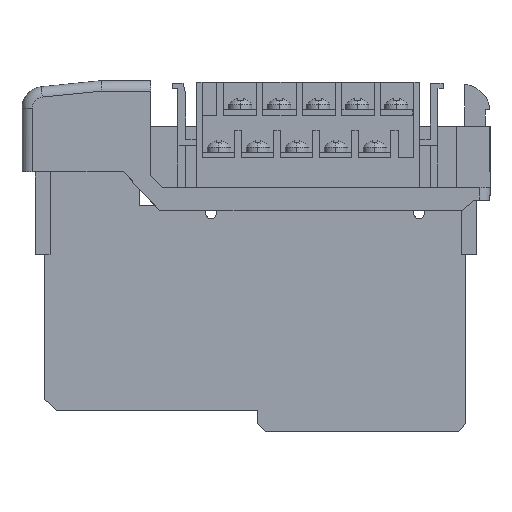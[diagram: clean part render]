
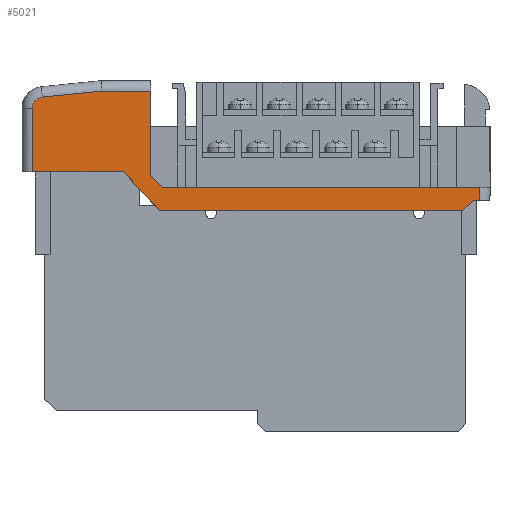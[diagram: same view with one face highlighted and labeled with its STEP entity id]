
A CAD part, left-side view. The second image highlights one B-rep face of the part: STEP entity #5021.
In plain terms, the highlighted planar face has unit normal (-1, 0, 0).
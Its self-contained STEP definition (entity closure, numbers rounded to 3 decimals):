
#4540 = EDGE_CURVE ( 'NONE', #4541, #4543, #27945, .T. ) ;
#4541 = VERTEX_POINT ( 'NONE', #27941 ) ;
#4543 = VERTEX_POINT ( 'NONE', #27940 ) ;
#4779 = VERTEX_POINT ( 'NONE', #28250 ) ;
#4852 = EDGE_CURVE ( 'NONE', #4853, #4871, #28402, .T. ) ;
#4853 = VERTEX_POINT ( 'NONE', #28398 ) ;
#4854 = VERTEX_POINT ( 'NONE', #28397 ) ;
#4870 = EDGE_CURVE ( 'NONE', #4871, #4854, #28430, .T. ) ;
#4871 = VERTEX_POINT ( 'NONE', #28426 ) ;
#4879 = EDGE_CURVE ( 'NONE', #4881, #4779, #28421, .T. ) ;
#4881 = VERTEX_POINT ( 'NONE', #28417 ) ;
#4899 = EDGE_CURVE ( 'NONE', #4854, #4881, #28445, .T. ) ;
#4944 = EDGE_CURVE ( 'NONE', #4945, #4853, #28525, .T. ) ;
#4945 = VERTEX_POINT ( 'NONE', #28521 ) ;
#4977 = ORIENTED_EDGE ( 'NONE', *, *, #4870, .T. ) ;
#4978 = ORIENTED_EDGE ( 'NONE', *, *, #4899, .T. ) ;
#4980 = ORIENTED_EDGE ( 'NONE', *, *, #4879, .T. ) ;
#4996 = ORIENTED_EDGE ( 'NONE', *, *, #4998, .F. ) ;
#4998 = EDGE_CURVE ( 'NONE', #4541, #5032, #28617, .T. ) ;
#5000 = ORIENTED_EDGE ( 'NONE', *, *, #4540, .T. ) ;
#5002 = ORIENTED_EDGE ( 'NONE', *, *, #5004, .T. ) ;
#5004 = EDGE_CURVE ( 'NONE', #4543, #5005, #28612, .T. ) ;
#5005 = VERTEX_POINT ( 'NONE', #28608 ) ;
#5007 = ORIENTED_EDGE ( 'NONE', *, *, #5009, .T. ) ;
#5009 = EDGE_CURVE ( 'NONE', #5005, #5010, #28660, .T. ) ;
#5010 = VERTEX_POINT ( 'NONE', #28655 ) ;
#5012 = ORIENTED_EDGE ( 'NONE', *, *, #5014, .T. ) ;
#5014 = EDGE_CURVE ( 'NONE', #5010, #4945, #28654, .T. ) ;
#5015 = ORIENTED_EDGE ( 'NONE', *, *, #4944, .T. ) ;
#5016 = ORIENTED_EDGE ( 'NONE', *, *, #4852, .T. ) ;
#5021 = ADVANCED_FACE ( 'NONE', ( #28644 ), #28693, .F. ) ;
#5022 = EDGE_LOOP ( 'NONE', ( #5023, #5026, #5029, #4996, #5000, #5002, #5007, #5012, #5015, #5016, #4977, #4978, #4980 ) ) ;
#5023 = ORIENTED_EDGE ( 'NONE', *, *, #5024, .T. ) ;
#5024 = EDGE_CURVE ( 'NONE', #4779, #5025, #28688, .T. ) ;
#5025 = VERTEX_POINT ( 'NONE', #28684 ) ;
#5026 = ORIENTED_EDGE ( 'NONE', *, *, #5027, .F. ) ;
#5027 = EDGE_CURVE ( 'NONE', #5028, #5025, #28683, .T. ) ;
#5028 = VERTEX_POINT ( 'NONE', #28679 ) ;
#5029 = ORIENTED_EDGE ( 'NONE', *, *, #5031, .F. ) ;
#5031 = EDGE_CURVE ( 'NONE', #5032, #5028, #28678, .T. ) ;
#5032 = VERTEX_POINT ( 'NONE', #28674 ) ;
#27940 = CARTESIAN_POINT ( 'NONE',  ( 0.5, 34.17, 3.114 ) ) ;
#27941 = CARTESIAN_POINT ( 'NONE',  ( 0.5, 24.723, 3.114 ) ) ;
#27942 = DIRECTION ( 'NONE',  ( 0., 1., 0. ) ) ;
#27943 = VECTOR ( 'NONE', #27942, 1000. ) ;
#27944 = CARTESIAN_POINT ( 'NONE',  ( 0.5, 34.27, 3.114 ) ) ;
#27945 = LINE ( 'NONE', #27944, #27943 ) ;
#28250 = CARTESIAN_POINT ( 'NONE',  ( 0.5, -38.527, -17.879 ) ) ;
#28397 = CARTESIAN_POINT ( 'NONE',  ( 0.5, -35.258, -19.886 ) ) ;
#28398 = CARTESIAN_POINT ( 'NONE',  ( 0.5, 29.973, -12.386 ) ) ;
#28399 = DIRECTION ( 'NONE',  ( 0., -0.682, -0.731 ) ) ;
#28400 = VECTOR ( 'NONE', #28399, 1000. ) ;
#28401 = CARTESIAN_POINT ( 'NONE',  ( 0.5, 22.973, -19.886 ) ) ;
#28402 = LINE ( 'NONE', #28401, #28400 ) ;
#28417 = CARTESIAN_POINT ( 'NONE',  ( 0.5, -37.408, -17.879 ) ) ;
#28418 = DIRECTION ( 'NONE',  ( 0., -1., 0. ) ) ;
#28419 = VECTOR ( 'NONE', #28418, 1000. ) ;
#28420 = CARTESIAN_POINT ( 'NONE',  ( 0.5, -37.408, -17.879 ) ) ;
#28421 = LINE ( 'NONE', #28420, #28419 ) ;
#28426 = CARTESIAN_POINT ( 'NONE',  ( 0.5, 22.973, -19.886 ) ) ;
#28427 = DIRECTION ( 'NONE',  ( 0., -1., 0. ) ) ;
#28428 = VECTOR ( 'NONE', #28427, 1000. ) ;
#28429 = CARTESIAN_POINT ( 'NONE',  ( 0.5, 22.973, -19.886 ) ) ;
#28430 = LINE ( 'NONE', #28429, #28428 ) ;
#28442 = DIRECTION ( 'NONE',  ( 0., -0.731, 0.682 ) ) ;
#28443 = VECTOR ( 'NONE', #28442, 1000. ) ;
#28444 = CARTESIAN_POINT ( 'NONE',  ( 0.5, -35.258, -19.886 ) ) ;
#28445 = LINE ( 'NONE', #28444, #28443 ) ;
#28521 = CARTESIAN_POINT ( 'NONE',  ( 0.5, 47.473, -12.386 ) ) ;
#28522 = DIRECTION ( 'NONE',  ( 0., -1., 0. ) ) ;
#28523 = VECTOR ( 'NONE', #28522, 1000. ) ;
#28524 = CARTESIAN_POINT ( 'NONE',  ( 0.5, 29.973, -12.386 ) ) ;
#28525 = LINE ( 'NONE', #28524, #28523 ) ;
#28608 = CARTESIAN_POINT ( 'NONE',  ( 0.5, 45.569, 1.973 ) ) ;
#28609 = DIRECTION ( 'NONE',  ( 0., 0.995, -0.1 ) ) ;
#28610 = VECTOR ( 'NONE', #28609, 1000. ) ;
#28611 = CARTESIAN_POINT ( 'NONE',  ( 0.5, 45.569, 1.973 ) ) ;
#28612 = LINE ( 'NONE', #28611, #28610 ) ;
#28613 = DIRECTION ( 'NONE',  ( 0., 0., -1. ) ) ;
#28614 = VECTOR ( 'NONE', #28613, 1000. ) ;
#28615 = CARTESIAN_POINT ( 'NONE',  ( 0.5, 24.723, 4.364 ) ) ;
#28617 = LINE ( 'NONE', #28615, #28614 ) ;
#28644 = FACE_OUTER_BOUND ( 'NONE', #5022, .T. ) ;
#28651 = DIRECTION ( 'NONE',  ( 0., 0., -1. ) ) ;
#28652 = VECTOR ( 'NONE', #28651, 1000. ) ;
#28653 = CARTESIAN_POINT ( 'NONE',  ( 0.5, 47.473, -12.386 ) ) ;
#28654 = LINE ( 'NONE', #28653, #28652 ) ;
#28655 = CARTESIAN_POINT ( 'NONE',  ( 0.5, 47.473, -0.213 ) ) ;
#28656 = DIRECTION ( 'NONE',  ( 0., 0., -1. ) ) ;
#28657 = DIRECTION ( 'NONE',  ( -1., 0., 0. ) ) ;
#28658 = CARTESIAN_POINT ( 'NONE',  ( 0.5, 45.358, -0.133 ) ) ;
#28659 = AXIS2_PLACEMENT_3D ( 'NONE', #28658, #28657, #28656 ) ;
#28660 = CIRCLE ( 'NONE', #28659, 2.116 ) ;
#28674 = CARTESIAN_POINT ( 'NONE',  ( 0.5, 24.723, -13.054 ) ) ;
#28675 = DIRECTION ( 'NONE',  ( 0., -0.685, -0.729 ) ) ;
#28676 = VECTOR ( 'NONE', #28675, 1000. ) ;
#28677 = CARTESIAN_POINT ( 'NONE',  ( 0.5, 22.532, -15.386 ) ) ;
#28678 = LINE ( 'NONE', #28677, #28676 ) ;
#28679 = CARTESIAN_POINT ( 'NONE',  ( 0.5, 22.532, -15.386 ) ) ;
#28680 = DIRECTION ( 'NONE',  ( 0., -1., 0. ) ) ;
#28681 = VECTOR ( 'NONE', #28680, 1000. ) ;
#28682 = CARTESIAN_POINT ( 'NONE',  ( 0.5, 22.532, -15.386 ) ) ;
#28683 = LINE ( 'NONE', #28682, #28681 ) ;
#28684 = CARTESIAN_POINT ( 'NONE',  ( 0.5, -38.527, -15.386 ) ) ;
#28685 = DIRECTION ( 'NONE',  ( 0., 0., 1. ) ) ;
#28686 = VECTOR ( 'NONE', #28685, 1000. ) ;
#28687 = CARTESIAN_POINT ( 'NONE',  ( 0.5, -38.527, -0.463 ) ) ;
#28688 = LINE ( 'NONE', #28687, #28686 ) ;
#28689 = DIRECTION ( 'NONE',  ( 0., 0., -1. ) ) ;
#28690 = DIRECTION ( 'NONE',  ( 1., 0., 0. ) ) ;
#28691 = CARTESIAN_POINT ( 'NONE',  ( 0.5, -35.258, -0.876 ) ) ;
#28692 = AXIS2_PLACEMENT_3D ( 'NONE', #28691, #28690, #28689 ) ;
#28693 = PLANE ( 'NONE',  #28692 ) ;
